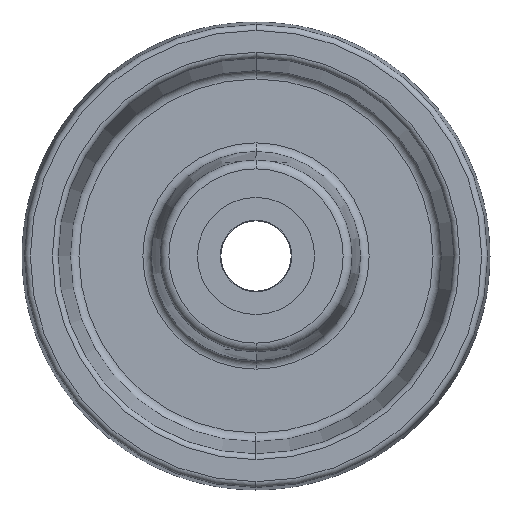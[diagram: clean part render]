
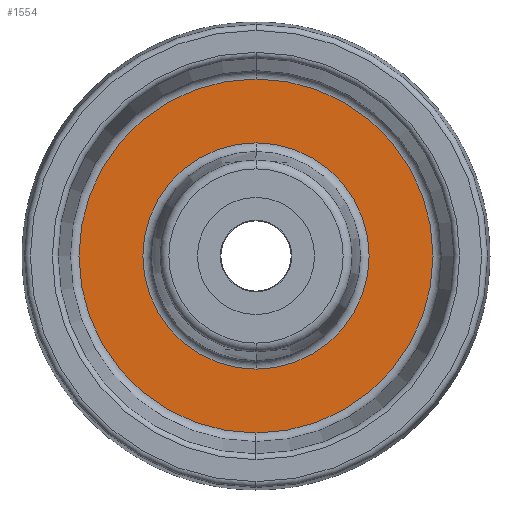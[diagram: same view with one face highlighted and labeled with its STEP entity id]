
A CAD part, left-side view. The second image highlights one B-rep face of the part: STEP entity #1554.
In plain terms, the highlighted planar face has unit normal (-1, 0, 0).
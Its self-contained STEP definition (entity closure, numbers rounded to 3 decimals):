
#76 = CARTESIAN_POINT ( 'NONE',  ( -2.5, 0., 0. ) ) ;
#100 = DIRECTION ( 'NONE',  ( 0., 0., 1. ) ) ;
#145 = EDGE_LOOP ( 'NONE', ( #2082, #1503 ) ) ;
#178 = EDGE_CURVE ( 'NONE', #550, #1159, #611, .T. ) ;
#251 = DIRECTION ( 'NONE',  ( 0., 0., 1. ) ) ;
#272 = CARTESIAN_POINT ( 'NONE',  ( -2.5, 0., -19.349 ) ) ;
#309 = AXIS2_PLACEMENT_3D ( 'NONE', #481, #1648, #100 ) ;
#319 = ORIENTED_EDGE ( 'NONE', *, *, #178, .T. ) ;
#332 = AXIS2_PLACEMENT_3D ( 'NONE', #2230, #502, #251 ) ;
#414 = CARTESIAN_POINT ( 'NONE',  ( -2.5, 0., 30.27 ) ) ;
#443 = CARTESIAN_POINT ( 'NONE',  ( -2.5, 0., -30.27 ) ) ;
#477 = VERTEX_POINT ( 'NONE', #414 ) ;
#481 = CARTESIAN_POINT ( 'NONE',  ( -2.5, 0., 0. ) ) ;
#502 = DIRECTION ( 'NONE',  ( 1., 0., 0. ) ) ;
#504 = FACE_OUTER_BOUND ( 'NONE', #145, .T. ) ;
#550 = VERTEX_POINT ( 'NONE', #272 ) ;
#611 = CIRCLE ( 'NONE', #332, 19.349 ) ;
#619 = DIRECTION ( 'NONE',  ( 1., 0., 0. ) ) ;
#694 = EDGE_CURVE ( 'NONE', #477, #1124, #1089, .T. ) ;
#858 = DIRECTION ( 'NONE',  ( -1., 0., 0. ) ) ;
#881 = AXIS2_PLACEMENT_3D ( 'NONE', #1331, #2134, #1353 ) ;
#1046 = EDGE_CURVE ( 'NONE', #1159, #550, #1789, .T. ) ;
#1050 = FACE_BOUND ( 'NONE', #1261, .T. ) ;
#1089 = CIRCLE ( 'NONE', #309, 30.27 ) ;
#1123 = EDGE_CURVE ( 'NONE', #1124, #477, #2033, .T. ) ;
#1124 = VERTEX_POINT ( 'NONE', #443 ) ;
#1159 = VERTEX_POINT ( 'NONE', #1231 ) ;
#1231 = CARTESIAN_POINT ( 'NONE',  ( -2.5, 0., 19.349 ) ) ;
#1261 = EDGE_LOOP ( 'NONE', ( #2261, #319 ) ) ;
#1331 = CARTESIAN_POINT ( 'NONE',  ( -2.5, 31.5, 0. ) ) ;
#1353 = DIRECTION ( 'NONE',  ( 0., 0., 1. ) ) ;
#1441 = DIRECTION ( 'NONE',  ( 0., 0., 1. ) ) ;
#1503 = ORIENTED_EDGE ( 'NONE', *, *, #1123, .T. ) ;
#1554 = ADVANCED_FACE ( 'NONE', ( #1050, #504 ), #2327, .T. ) ;
#1648 = DIRECTION ( 'NONE',  ( -1., 0., 0. ) ) ;
#1787 = CARTESIAN_POINT ( 'NONE',  ( -2.5, 0., 0. ) ) ;
#1789 = CIRCLE ( 'NONE', #2086, 19.349 ) ;
#1984 = DIRECTION ( 'NONE',  ( 0., 0., 1. ) ) ;
#2033 = CIRCLE ( 'NONE', #2374, 30.27 ) ;
#2082 = ORIENTED_EDGE ( 'NONE', *, *, #694, .T. ) ;
#2086 = AXIS2_PLACEMENT_3D ( 'NONE', #1787, #619, #1984 ) ;
#2134 = DIRECTION ( 'NONE',  ( -1., 0., 0. ) ) ;
#2230 = CARTESIAN_POINT ( 'NONE',  ( -2.5, 0., 0. ) ) ;
#2261 = ORIENTED_EDGE ( 'NONE', *, *, #1046, .T. ) ;
#2327 = PLANE ( 'NONE',  #881 ) ;
#2374 = AXIS2_PLACEMENT_3D ( 'NONE', #76, #858, #1441 ) ;
